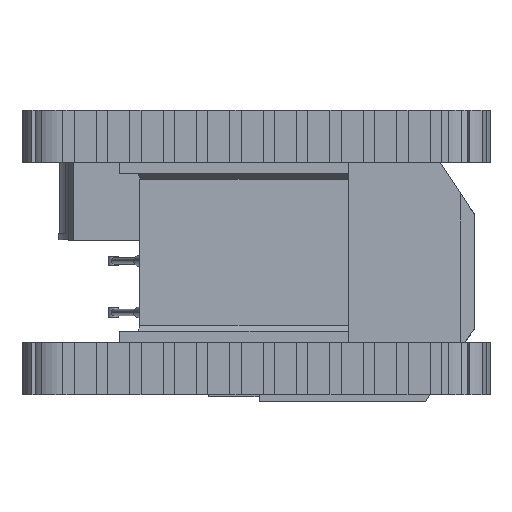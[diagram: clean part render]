
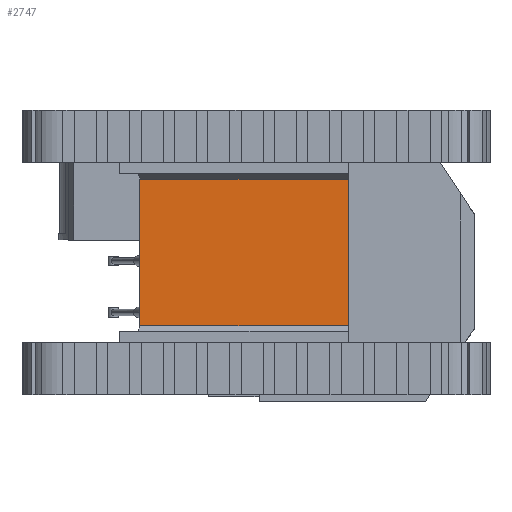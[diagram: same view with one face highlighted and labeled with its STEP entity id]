
A CAD part, front view. The second image highlights one B-rep face of the part: STEP entity #2747.
In plain terms, the highlighted planar face has unit normal (0, -1, 0).
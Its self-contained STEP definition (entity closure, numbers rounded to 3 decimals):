
#2747=ADVANCED_FACE('',(#4074),#25372,.T.);
#4074=FACE_OUTER_BOUND('',#5502,.T.);
#5502=EDGE_LOOP('',(#13041,#13042,#13043,#13044));
#13041=ORIENTED_EDGE('',*,*,#17133,.T.);
#13042=ORIENTED_EDGE('',*,*,#17134,.T.);
#13043=ORIENTED_EDGE('',*,*,#17135,.T.);
#13044=ORIENTED_EDGE('',*,*,#17131,.F.);
#17131=EDGE_CURVE('',#24351,#24352,#21696,.T.);
#17133=EDGE_CURVE('',#24351,#24353,#21698,.T.);
#17134=EDGE_CURVE('',#24353,#24354,#21699,.T.);
#17135=EDGE_CURVE('',#24354,#24352,#21700,.T.);
#21696=B_SPLINE_CURVE_WITH_KNOTS('',1,(#43744,#43745),.UNSPECIFIED.,.F.,
 .F.,(2,2),(0.,2006.251),.UNSPECIFIED.);
#21698=B_SPLINE_CURVE_WITH_KNOTS('',1,(#43748,#43749),.UNSPECIFIED.,.F.,
 .F.,(2,2),(0.,1409.),.UNSPECIFIED.);
#21699=B_SPLINE_CURVE_WITH_KNOTS('',1,(#43750,#43751),.UNSPECIFIED.,.F.,
 .F.,(2,2),(0.,2006.251),.UNSPECIFIED.);
#21700=B_SPLINE_CURVE_WITH_KNOTS('',1,(#43752,#43753),.UNSPECIFIED.,.F.,
 .F.,(2,2),(0.,1409.),.UNSPECIFIED.);
#24351=VERTEX_POINT('',#36686);
#24352=VERTEX_POINT('',#36687);
#24353=VERTEX_POINT('',#36688);
#24354=VERTEX_POINT('',#36689);
#25372=PLANE('',#27288);
#27288=AXIS2_PLACEMENT_3D('',#34448,#29498,$);
#29498=DIRECTION('',(0.,-1.,0.));
#34448=CARTESIAN_POINT('',(-1298.625,695.,845.4));
#36686=CARTESIAN_POINT('',(908.251,695.,-704.5));
#36687=CARTESIAN_POINT('',(-1098.,695.,-704.5));
#36688=CARTESIAN_POINT('',(908.251,695.,704.5));
#36689=CARTESIAN_POINT('',(-1098.,695.,704.5));
#43744=CARTESIAN_POINT('',(908.251,695.,-704.5));
#43745=CARTESIAN_POINT('',(-1098.,695.,-704.5));
#43748=CARTESIAN_POINT('',(908.251,695.,-704.5));
#43749=CARTESIAN_POINT('',(908.251,695.,704.5));
#43750=CARTESIAN_POINT('',(908.251,695.,704.5));
#43751=CARTESIAN_POINT('',(-1098.,695.,704.5));
#43752=CARTESIAN_POINT('',(-1098.,695.,704.5));
#43753=CARTESIAN_POINT('',(-1098.,695.,-704.5));
